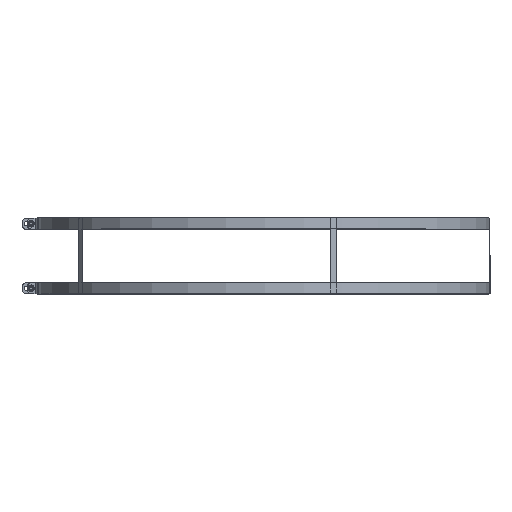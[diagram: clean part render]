
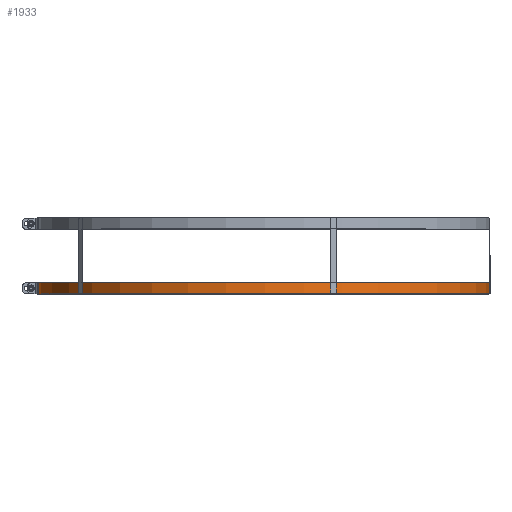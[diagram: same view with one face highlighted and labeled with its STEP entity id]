
A CAD part, top view. The second image highlights one B-rep face of the part: STEP entity #1933.
In plain terms, the highlighted cylindrical face has radius 401.8 mm (diameter 803.6 mm), a partial arc.
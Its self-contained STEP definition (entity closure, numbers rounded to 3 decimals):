
#153=CYLINDRICAL_SURFACE('',#2153,401.8);
#204=FACE_OUTER_BOUND('',#328,.T.);
#328=EDGE_LOOP('',(#1312,#1313,#1314,#1315));
#469=LINE('',#3088,#613);
#472=LINE('',#3097,#616);
#613=VECTOR('',#2420,10.);
#616=VECTOR('',#2431,10.);
#754=CIRCLE('',#2146,401.8);
#756=CIRCLE('',#2150,401.8);
#868=VERTEX_POINT('',#3078);
#869=VERTEX_POINT('',#3080);
#871=VERTEX_POINT('',#3086);
#873=VERTEX_POINT('',#3092);
#1031=EDGE_CURVE('',#868,#869,#754,.T.);
#1035=EDGE_CURVE('',#871,#868,#469,.T.);
#1038=EDGE_CURVE('',#871,#873,#756,.T.);
#1040=EDGE_CURVE('',#873,#869,#472,.T.);
#1312=ORIENTED_EDGE('',*,*,#1040,.T.);
#1313=ORIENTED_EDGE('',*,*,#1031,.F.);
#1314=ORIENTED_EDGE('',*,*,#1035,.F.);
#1315=ORIENTED_EDGE('',*,*,#1038,.T.);
#1933=ADVANCED_FACE('',(#204),#153,.T.);
#2146=AXIS2_PLACEMENT_3D('',#3081,#2413,#2414);
#2150=AXIS2_PLACEMENT_3D('',#3094,#2426,#2427);
#2153=AXIS2_PLACEMENT_3D('',#3099,#2434,#2435);
#2413=DIRECTION('center_axis',(0.,1.,0.));
#2414=DIRECTION('ref_axis',(-1.,0.,0.015));
#2420=DIRECTION('',(0.,1.,0.));
#2426=DIRECTION('center_axis',(0.,1.,0.));
#2427=DIRECTION('ref_axis',(-1.,0.,0.015));
#2431=DIRECTION('',(0.,1.,0.));
#2434=DIRECTION('center_axis',(0.,1.,0.));
#2435=DIRECTION('ref_axis',(-1.,0.,0.015));
#3078=CARTESIAN_POINT('',(-401.755,10.,6.012));
#3080=CARTESIAN_POINT('',(-401.755,10.,-6.012));
#3081=CARTESIAN_POINT('Origin',(0.,10.,0.));
#3086=CARTESIAN_POINT('',(-401.755,-10.,6.012));
#3088=CARTESIAN_POINT('',(-401.755,-10.,6.012));
#3092=CARTESIAN_POINT('',(-401.755,-10.,-6.012));
#3094=CARTESIAN_POINT('Origin',(0.,-10.,0.));
#3097=CARTESIAN_POINT('',(-401.755,-10.,-6.012));
#3099=CARTESIAN_POINT('Origin',(0.,0.,0.));
